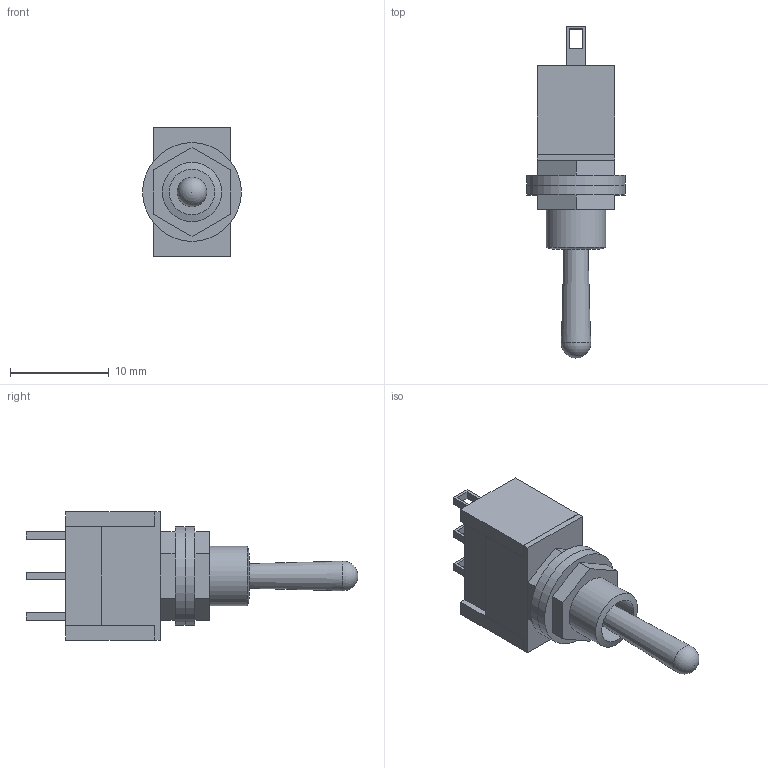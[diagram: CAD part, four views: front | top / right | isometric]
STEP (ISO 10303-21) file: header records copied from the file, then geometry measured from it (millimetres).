
FILE_DESCRIPTION(('FreeCAD Model'),'2;1');
FILE_NAME('Kippschalter_SPST.step','2021-02-15T23:12:13',('Author'),(''), 'Open CASCADE STEP processor 7.3','FreeCAD','Unknown');
FILE_SCHEMA(('AUTOMOTIVE_DESIGN { 1 0 10303 214 1 1 1 1 }'));
Length unit declared in the file: millimetre
Products named in the file (1): Kippschalter_SPST
Bounding box: 10 x 33.6 x 13 mm (x, y, z)
Volume: 1319.2 mm3; surface area: 2126.9 mm2
Topology: 11 solids, 11 shells, 97 faces, 220 edges, 143 vertices
Faces by surface type: plane 86, cylinder 8, cone 2, sphere 1
Full cylindrical faces by diameter (mm): 4.6 x1, 6 x5, 10 x2
Entity records: 6196 total; most frequent: CARTESIAN_POINT 940, DIRECTION 845, LINE 599, VECTOR 599, ORIENTED_EDGE 438, PCURVE 438, DEFINITIONAL_REPRESENTATION 438, EDGE_CURVE 219
